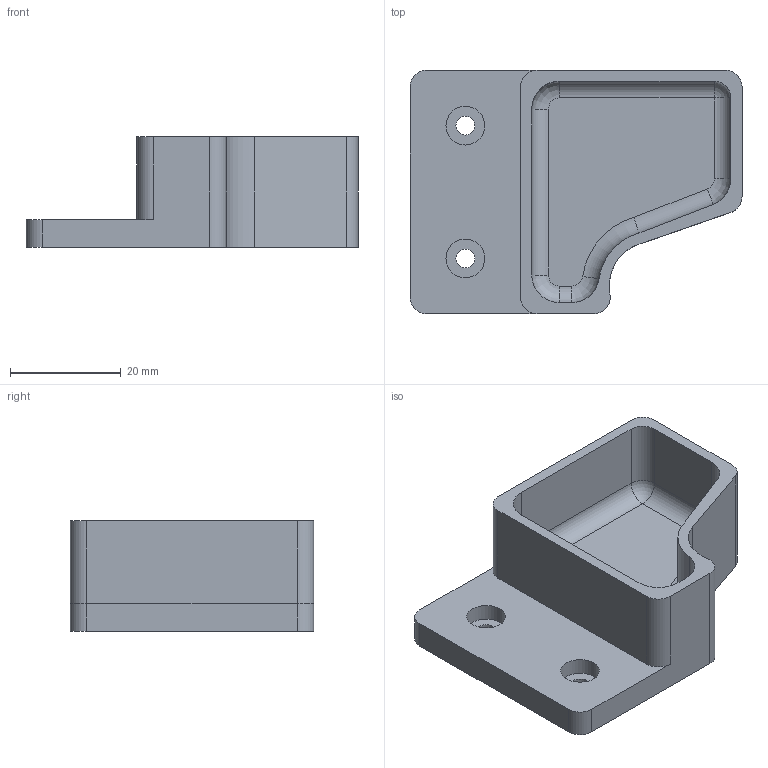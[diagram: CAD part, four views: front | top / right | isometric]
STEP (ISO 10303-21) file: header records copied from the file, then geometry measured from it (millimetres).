
FILE_DESCRIPTION(('FreeCAD Model'),'2;1');
FILE_NAME('Open CASCADE Shape Model','2025-06-08T16:50:50',(''),(''), 'Open CASCADE STEP processor 7.8','FreeCAD','Unknown');
FILE_SCHEMA(('AUTOMOTIVE_DESIGN { 1 0 10303 214 1 1 1 1 }'));
Length unit declared in the file: millimetre
Products named in the file (1): purge_bucket
Bounding box: 60 x 44 x 20 mm (x, y, z)
Volume: 16147.1 mm3; surface area: 9822.3 mm2
Topology: 1 solids, 1 shells, 46 faces, 114 edges, 72 vertices
Faces by surface type: cylinder 23, plane 17, revolution 4, torus 1, sphere 1
Full cylindrical faces by diameter (mm): 3.4 x2, 7 x2
Entity records: 1460 total; most frequent: CARTESIAN_POINT 296, DIRECTION 253, ORIENTED_EDGE 226, EDGE_CURVE 113, AXIS2_PLACEMENT_3D 94, VERTEX_POINT 72, LINE 61, VECTOR 61
